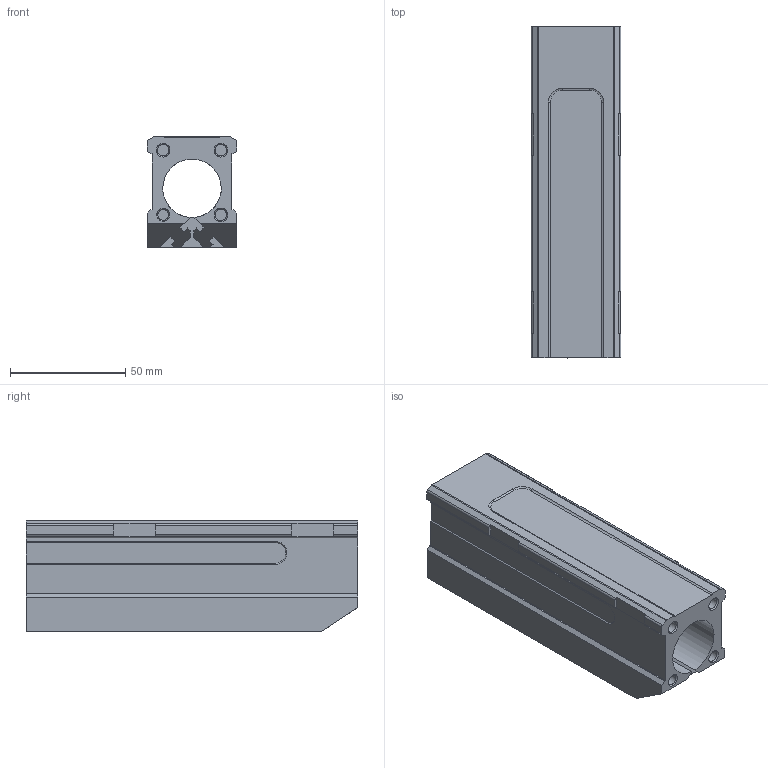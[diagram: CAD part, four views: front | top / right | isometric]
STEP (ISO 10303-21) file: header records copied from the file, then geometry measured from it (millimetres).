
FILE_DESCRIPTION(('HOOPS Exchange Step'),'2;1');
FILE_NAME('temp_export','2026-04-05T14:21:57-05:00',('mobile'),('Shapr3D Limited'),'HOOPS Exchange 2025.9','Shapr3D','Authorized');
FILE_SCHEMA( ('AP242_MANAGED_MODEL_BASED_3D_ENGINEERING_MIM_LF {1 0 10303 442 1 1 4}') );
Length unit declared in the file: millimetre
Products named in the file (4): Charging Handle; Done; Hg top rear (1).step; root
Assembly tree (3 placements, depth 4):
  root
    Hg top rear (1).step
      Done
        Charging Handle
Bounding box: 39.02 x 143.97 x 48.05 mm (x, y, z)
Volume: 127245.7 mm3; surface area: 46885.3 mm2
Topology: 1 solids, 1 shells, 114 faces, 326 edges, 216 vertices
Faces by surface type: plane 78, cylinder 27, cone 5, bspline 2, torus 2
Full cylindrical faces by diameter (mm): 4.6 x1, 4.9 x3, 25.4 x1
Entity records: 3832 total; most frequent: CARTESIAN_POINT 699, ORIENTED_EDGE 652, DIRECTION 625, EDGE_CURVE 326, VECTOR 253, LINE 253, VERTEX_POINT 216, AXIS2_PLACEMENT_3D 186
